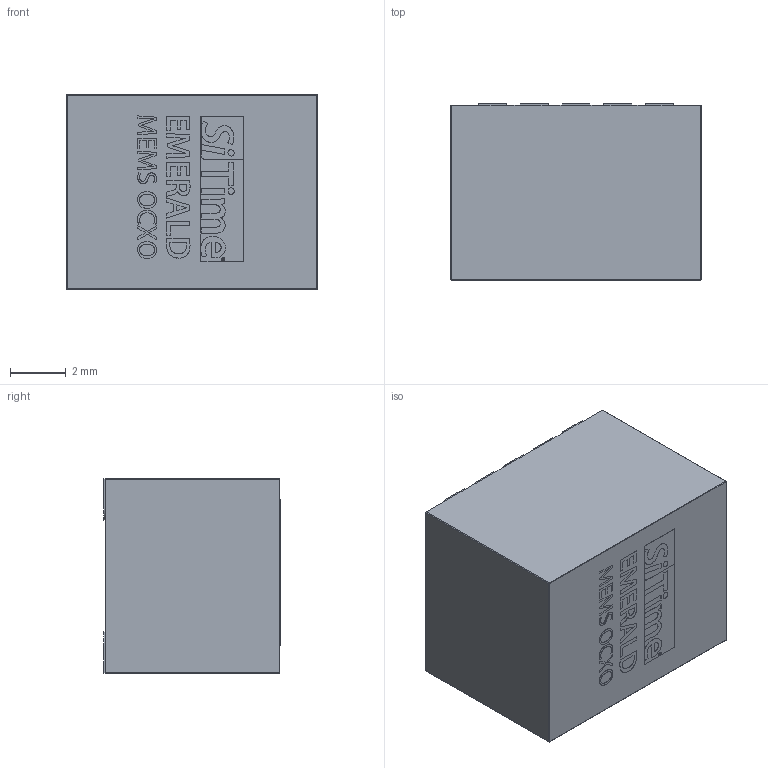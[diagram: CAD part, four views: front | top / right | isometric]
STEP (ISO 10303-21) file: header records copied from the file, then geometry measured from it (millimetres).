
FILE_DESCRIPTION(/* description */ (''),/* implementation_level */ '2;1');
FILE_NAME(/* name */ 'Emerald9x7mm.stp',/* time_stamp */ '2019-03-15T15:01:02+02:00',/* author */ ('Oleh Se'),/* organization */ (''),/* preprocessor_version */ 'ST-DEVELOPER v15.6',/* originating_system */ 'Autodesk Inventor 2015',/* authorisation */ '');
FILE_SCHEMA (('AUTOMOTIVE_DESIGN { 1 0 10303 214 3 1 1 }'));
Length unit declared in the file: millimetre
Products named in the file (1): Emerald9x7mm_pack
Bounding box: 9 x 6.34 x 7 mm (x, y, z)
Volume: 396.4 mm3; surface area: 329 mm2
Topology: 1 solids, 1 shells, 539 faces, 1605 edges, 1102 vertices
Faces by surface type: plane 424, bspline 81, cylinder 30, sphere 4
Full cylindrical faces by diameter (mm): 0.091 x1, 0.123 x1
Entity records: 18761 total; most frequent: CARTESIAN_POINT 4114, ORIENTED_EDGE 3206, DIRECTION 2428, EDGE_CURVE 1603, LINE 1372, VECTOR 1372, VERTEX_POINT 1102, EDGE_LOOP 575
